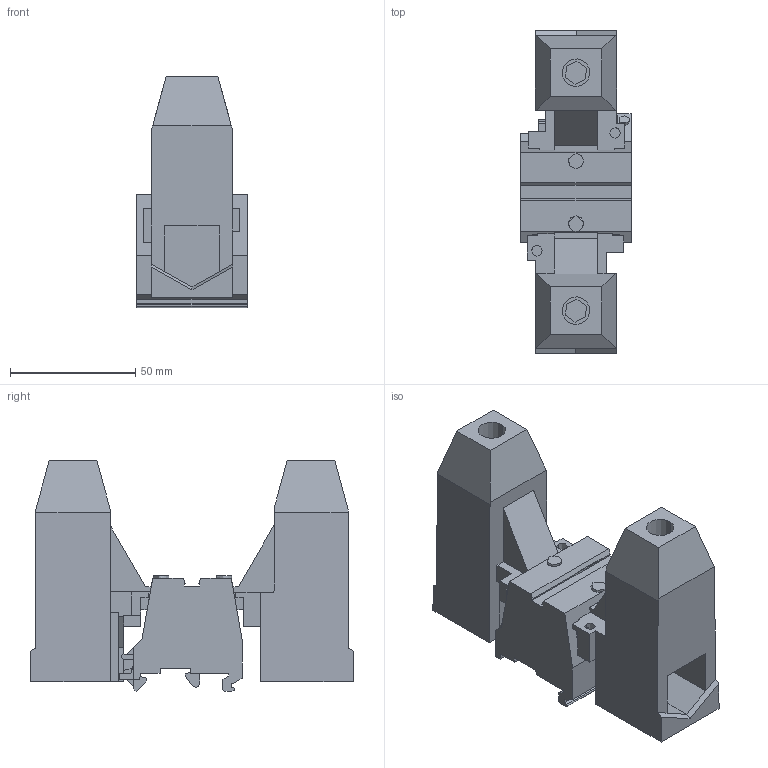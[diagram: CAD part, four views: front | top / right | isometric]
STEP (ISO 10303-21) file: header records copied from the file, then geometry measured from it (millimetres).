
FILE_DESCRIPTION(('Creo Elements/Direct Modeling STEP Export'),'2;1');
FILE_NAME('model.stp','2018-03-17T12:05:06',(''),(''),'Creo Elements/Direct Modeling STEP processor for AP214 (Solid Model)','Creo Elements/Direct Modeling 18.1I 14-Aug-2016 (C) Parametric Technology GmbH','');
FILE_SCHEMA(('AUTOMOTIVE_DESIGN { 1 0 10303 214 1 1 1 1 }'));
Length unit declared in the file: millimetre
Products named in the file (2): UHV_150_KH_KH-select
Assembly tree (1 placements, depth 2):
  UHV_150_KH_KH-select
    UHV_150_KH_KH-select
Bounding box: 44 x 128.81 x 92.25 mm (x, y, z)
Volume: 210351.5 mm3; surface area: 49382 mm2
Topology: 1 solids, 1 shells, 256 faces, 733 edges, 486 vertices
Faces by surface type: plane 231, cylinder 20, extrusion 4, bspline 1
Entity records: 10346 total; most frequent: CARTESIAN_POINT 1782, ORIENTED_EDGE 1466, DIRECTION 1169, EDGE_CURVE 733, VECTOR 645, LINE 641, VERTEX_POINT 486, EDGE_LOOP 267
